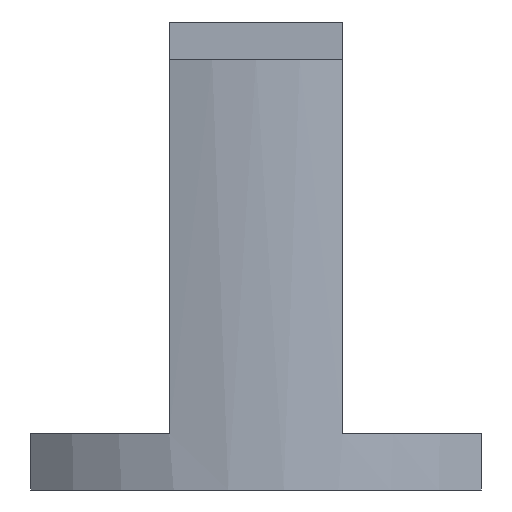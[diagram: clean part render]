
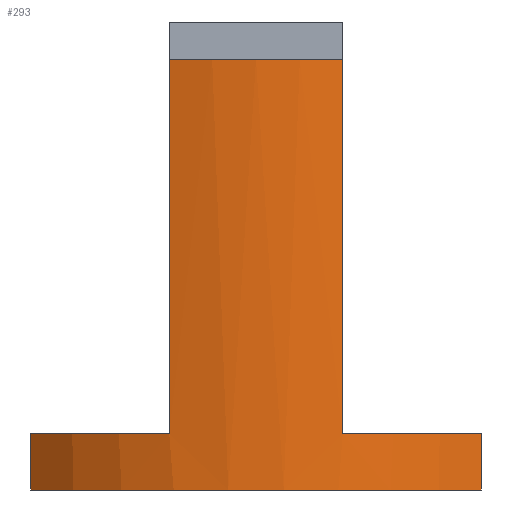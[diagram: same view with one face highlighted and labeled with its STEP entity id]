
A CAD part, front view. The second image highlights one B-rep face of the part: STEP entity #293.
In plain terms, the highlighted cylindrical face has radius 85 mm (diameter 170 mm), a partial arc.
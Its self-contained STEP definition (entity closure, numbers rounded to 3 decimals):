
#15=CYLINDRICAL_SURFACE('',#326,85.);
#23=FACE_OUTER_BOUND('',#39,.T.);
#39=EDGE_LOOP('',(#211,#212,#213,#214,#215,#216,#217,#218));
#51=CIRCLE('',#320,85.);
#52=CIRCLE('',#323,85.);
#54=CIRCLE('',#327,85.);
#55=CIRCLE('',#328,85.);
#66=LINE('',#447,#96);
#75=LINE('',#470,#105);
#76=LINE('',#473,#106);
#77=LINE('',#476,#107);
#96=VECTOR('',#358,10.);
#105=VECTOR('',#377,10.);
#106=VECTOR('',#380,10.);
#107=VECTOR('',#383,10.);
#123=VERTEX_POINT('',#437);
#125=VERTEX_POINT('',#440);
#127=VERTEX_POINT('',#446);
#131=VERTEX_POINT('',#456);
#132=VERTEX_POINT('',#457);
#136=VERTEX_POINT('',#469);
#137=VERTEX_POINT('',#471);
#138=VERTEX_POINT('',#474);
#152=EDGE_CURVE('',#125,#123,#51,.T.);
#155=EDGE_CURVE('',#127,#123,#66,.T.);
#160=EDGE_CURVE('',#131,#132,#52,.T.);
#166=EDGE_CURVE('',#132,#136,#75,.T.);
#167=EDGE_CURVE('',#137,#136,#54,.T.);
#168=EDGE_CURVE('',#125,#137,#76,.T.);
#169=EDGE_CURVE('',#138,#127,#55,.T.);
#170=EDGE_CURVE('',#138,#131,#77,.T.);
#211=ORIENTED_EDGE('',*,*,#160,.T.);
#212=ORIENTED_EDGE('',*,*,#166,.T.);
#213=ORIENTED_EDGE('',*,*,#167,.F.);
#214=ORIENTED_EDGE('',*,*,#168,.F.);
#215=ORIENTED_EDGE('',*,*,#152,.T.);
#216=ORIENTED_EDGE('',*,*,#155,.F.);
#217=ORIENTED_EDGE('',*,*,#169,.F.);
#218=ORIENTED_EDGE('',*,*,#170,.T.);
#293=ADVANCED_FACE('',(#23),#15,.T.);
#320=AXIS2_PLACEMENT_3D('',#441,#352,#353);
#323=AXIS2_PLACEMENT_3D('',#458,#365,#366);
#326=AXIS2_PLACEMENT_3D('',#468,#375,#376);
#327=AXIS2_PLACEMENT_3D('',#472,#378,#379);
#328=AXIS2_PLACEMENT_3D('',#475,#381,#382);
#352=DIRECTION('center_axis',(0.,0.,-1.));
#353=DIRECTION('ref_axis',(1.,0.,0.));
#358=DIRECTION('',(0.,0.,1.));
#365=DIRECTION('center_axis',(0.,0.,1.));
#366=DIRECTION('ref_axis',(1.,0.,0.));
#375=DIRECTION('center_axis',(0.,0.,1.));
#376=DIRECTION('ref_axis',(1.,0.,0.));
#377=DIRECTION('',(0.,0.,1.));
#378=DIRECTION('center_axis',(0.,0.,1.));
#379=DIRECTION('ref_axis',(1.,0.,0.));
#380=DIRECTION('',(0.,0.,-1.));
#381=DIRECTION('center_axis',(0.,0.,1.));
#382=DIRECTION('ref_axis',(1.,0.,0.));
#383=DIRECTION('',(0.,0.,-1.));
#437=CARTESIAN_POINT('',(-23.176,-81.779,115.));
#440=CARTESIAN_POINT('',(23.176,-81.779,115.));
#441=CARTESIAN_POINT('Origin',(0.,0.,115.));
#446=CARTESIAN_POINT('',(-23.176,-81.779,15.));
#447=CARTESIAN_POINT('',(-23.176,-81.779,0.));
#456=CARTESIAN_POINT('',(-60.104,-60.104,0.));
#457=CARTESIAN_POINT('',(60.104,-60.104,0.));
#458=CARTESIAN_POINT('Origin',(0.,0.,0.));
#468=CARTESIAN_POINT('Origin',(0.,0.,0.));
#469=CARTESIAN_POINT('',(60.104,-60.104,15.));
#470=CARTESIAN_POINT('',(60.104,-60.104,0.));
#471=CARTESIAN_POINT('',(23.176,-81.779,15.));
#472=CARTESIAN_POINT('Origin',(0.,0.,15.));
#473=CARTESIAN_POINT('',(23.176,-81.779,0.));
#474=CARTESIAN_POINT('',(-60.104,-60.104,15.));
#475=CARTESIAN_POINT('Origin',(0.,0.,15.));
#476=CARTESIAN_POINT('',(-60.104,-60.104,0.));
